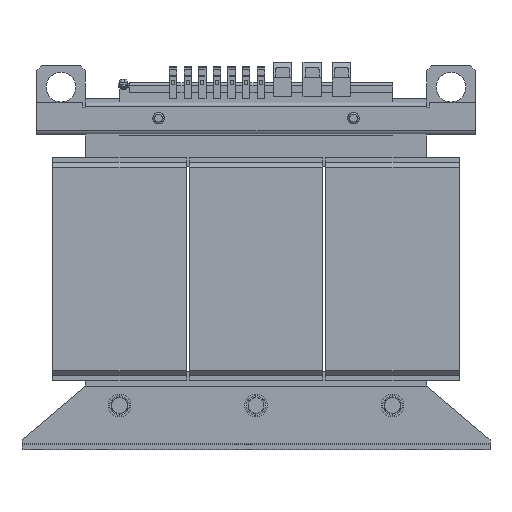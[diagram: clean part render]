
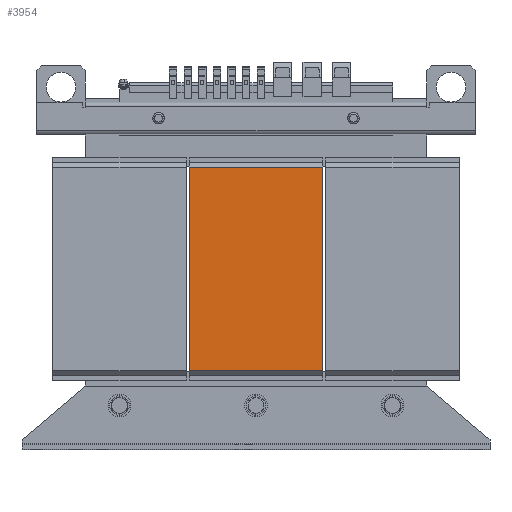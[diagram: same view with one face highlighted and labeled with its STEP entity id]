
A CAD part, top view. The second image highlights one B-rep face of the part: STEP entity #3954.
In plain terms, the highlighted planar face has unit normal (0, 0, 1).
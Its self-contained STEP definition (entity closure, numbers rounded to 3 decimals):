
#2680 = CARTESIAN_POINT ( 'NONE',  ( 68.5, -104.5, 85. ) ) ;
#3954 = ADVANCED_FACE ( 'NONE', ( #28087 ), #17190, .F. ) ;
#3982 = VERTEX_POINT ( 'NONE', #16984 ) ;
#4167 = VERTEX_POINT ( 'NONE', #12453 ) ;
#4406 = CARTESIAN_POINT ( 'NONE',  ( 68.5, 104.5, 85. ) ) ;
#4629 = VECTOR ( 'NONE', #18290, 1000. ) ;
#4886 = DIRECTION ( 'NONE',  ( 0., 1., 0. ) ) ;
#4991 = LINE ( 'NONE', #26143, #12229 ) ;
#5118 = ORIENTED_EDGE ( 'NONE', *, *, #22460, .F. ) ;
#6472 = AXIS2_PLACEMENT_3D ( 'NONE', #14555, #21849, #4886 ) ;
#8035 = LINE ( 'NONE', #4406, #21338 ) ;
#9546 = LINE ( 'NONE', #2680, #28003 ) ;
#10238 = ORIENTED_EDGE ( 'NONE', *, *, #28937, .T. ) ;
#10344 = LINE ( 'NONE', #30263, #4629 ) ;
#11754 = DIRECTION ( 'NONE',  ( -1., 0., 0. ) ) ;
#12229 = VECTOR ( 'NONE', #14166, 1000. ) ;
#12453 = CARTESIAN_POINT ( 'NONE',  ( 68.5, -104.5, 85. ) ) ;
#13775 = CARTESIAN_POINT ( 'NONE',  ( -68.5, -104.5, 85. ) ) ;
#13907 = VERTEX_POINT ( 'NONE', #13775 ) ;
#14166 = DIRECTION ( 'NONE',  ( 0., -1., 0. ) ) ;
#14555 = CARTESIAN_POINT ( 'NONE',  ( 68.5, 0., 85. ) ) ;
#16984 = CARTESIAN_POINT ( 'NONE',  ( -68.5, 104.5, 85. ) ) ;
#17190 = PLANE ( 'NONE',  #6472 ) ;
#17619 = DIRECTION ( 'NONE',  ( -1., 0., 0. ) ) ;
#18290 = DIRECTION ( 'NONE',  ( 0., -1., 0. ) ) ;
#21338 = VECTOR ( 'NONE', #11754, 1000. ) ;
#21849 = DIRECTION ( 'NONE',  ( 0., 0., -1. ) ) ;
#22460 = EDGE_CURVE ( 'NONE', #25037, #4167, #4991, .T. ) ;
#22748 = CARTESIAN_POINT ( 'NONE',  ( 68.5, 104.5, 85. ) ) ;
#22809 = EDGE_CURVE ( 'NONE', #4167, #13907, #9546, .T. ) ;
#23070 = ORIENTED_EDGE ( 'NONE', *, *, #29058, .T. ) ;
#25037 = VERTEX_POINT ( 'NONE', #22748 ) ;
#25511 = ORIENTED_EDGE ( 'NONE', *, *, #22809, .F. ) ;
#26143 = CARTESIAN_POINT ( 'NONE',  ( 68.5, 0., 85. ) ) ;
#27693 = EDGE_LOOP ( 'NONE', ( #10238, #25511, #5118, #23070 ) ) ;
#28003 = VECTOR ( 'NONE', #17619, 1000. ) ;
#28087 = FACE_OUTER_BOUND ( 'NONE', #27693, .T. ) ;
#28937 = EDGE_CURVE ( 'NONE', #3982, #13907, #10344, .T. ) ;
#29058 = EDGE_CURVE ( 'NONE', #25037, #3982, #8035, .T. ) ;
#30263 = CARTESIAN_POINT ( 'NONE',  ( -68.5, 0., 85. ) ) ;
